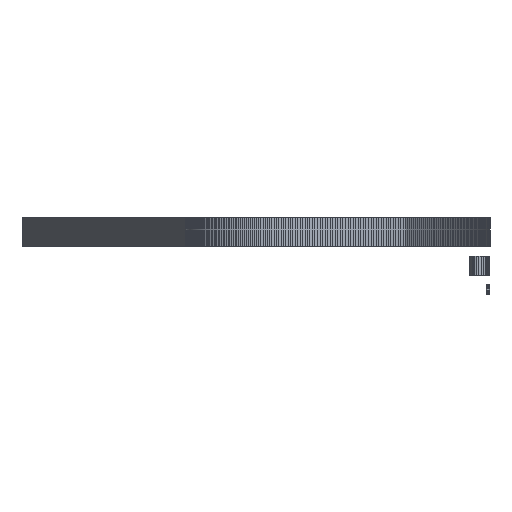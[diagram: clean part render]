
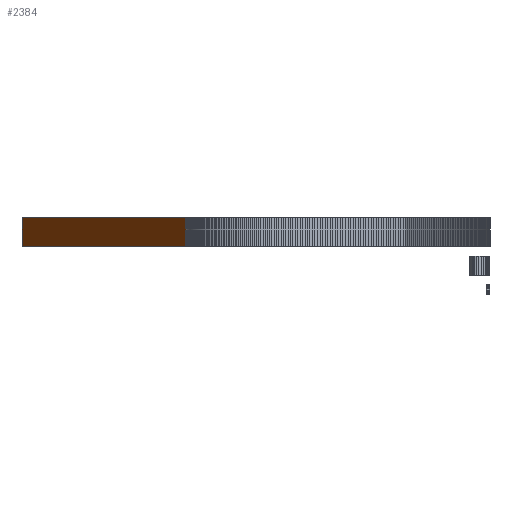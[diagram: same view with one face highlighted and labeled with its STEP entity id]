
A CAD part, left-side view. The second image highlights one B-rep face of the part: STEP entity #2384.
In plain terms, the highlighted face is planar.
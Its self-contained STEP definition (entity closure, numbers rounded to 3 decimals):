
#2268 = EDGE_CURVE('',#2269,#2271,#2273,.T.);
#2269 = VERTEX_POINT('',#2270);
#2270 = CARTESIAN_POINT('',(100.,0.,50.));
#2271 = VERTEX_POINT('',#2272);
#2272 = CARTESIAN_POINT('',(100.,0.,80.));
#2273 = SURFACE_CURVE('',#2274,(#2278,#2290),.PCURVE_S1.);
#2274 = LINE('',#2275,#2276);
#2275 = CARTESIAN_POINT('',(100.,0.,50.));
#2276 = VECTOR('',#2277,1.);
#2277 = DIRECTION('',(0.,0.,1.));
#2278 = PCURVE('',#2279,#2284);
#2279 = PLANE('',#2280);
#2280 = AXIS2_PLACEMENT_3D('',#2281,#2282,#2283);
#2281 = CARTESIAN_POINT('',(100.,0.,50.));
#2282 = DIRECTION('',(-0.452,0.892,0.));
#2283 = DIRECTION('',(0.892,0.452,0.));
#2284 = DEFINITIONAL_REPRESENTATION('',(#2285),#2289);
#2285 = LINE('',#2286,#2287);
#2286 = CARTESIAN_POINT('',(0.,0.));
#2287 = VECTOR('',#2288,1.);
#2288 = DIRECTION('',(0.,-1.));
#2289 = ( GEOMETRIC_REPRESENTATION_CONTEXT(2) 
PARAMETRIC_REPRESENTATION_CONTEXT() REPRESENTATION_CONTEXT('2D SPACE',''
  ) );
#2290 = PCURVE('',#2291,#2296);
#2291 = PLANE('',#2292);
#2292 = AXIS2_PLACEMENT_3D('',#2293,#2294,#2295);
#2293 = CARTESIAN_POINT('',(1089.96,488.73,50.));
#2294 = DIRECTION('',(0.443,-0.897,0.));
#2295 = DIRECTION('',(-0.897,-0.443,0.));
#2296 = DEFINITIONAL_REPRESENTATION('',(#2297),#2301);
#2297 = LINE('',#2298,#2299);
#2298 = CARTESIAN_POINT('',(1104.028,0.));
#2299 = VECTOR('',#2300,1.);
#2300 = DIRECTION('',(0.,-1.));
#2301 = ( GEOMETRIC_REPRESENTATION_CONTEXT(2) 
PARAMETRIC_REPRESENTATION_CONTEXT() REPRESENTATION_CONTEXT('2D SPACE',''
  ) );
#2319 = PLANE('',#2320);
#2320 = AXIS2_PLACEMENT_3D('',#2321,#2322,#2323);
#2321 = CARTESIAN_POINT('',(535.148,187.298,80.));
#2322 = DIRECTION('',(0.,0.,1.));
#2323 = DIRECTION('',(1.,0.,-0.));
#2373 = PLANE('',#2374);
#2374 = AXIS2_PLACEMENT_3D('',#2375,#2376,#2377);
#2375 = CARTESIAN_POINT('',(535.148,187.298,50.));
#2376 = DIRECTION('',(0.,0.,1.));
#2377 = DIRECTION('',(1.,0.,-0.));
#2384 = ADVANCED_FACE('',(#2385),#2291,.F.);
#2385 = FACE_BOUND('',#2386,.F.);
#2386 = EDGE_LOOP('',(#2387,#2417,#2438,#2439));
#2387 = ORIENTED_EDGE('',*,*,#2388,.T.);
#2388 = EDGE_CURVE('',#2389,#2391,#2393,.T.);
#2389 = VERTEX_POINT('',#2390);
#2390 = CARTESIAN_POINT('',(1089.96,488.73,50.));
#2391 = VERTEX_POINT('',#2392);
#2392 = CARTESIAN_POINT('',(1089.96,488.73,80.));
#2393 = SURFACE_CURVE('',#2394,(#2398,#2405),.PCURVE_S1.);
#2394 = LINE('',#2395,#2396);
#2395 = CARTESIAN_POINT('',(1089.96,488.73,50.));
#2396 = VECTOR('',#2397,1.);
#2397 = DIRECTION('',(0.,0.,1.));
#2398 = PCURVE('',#2291,#2399);
#2399 = DEFINITIONAL_REPRESENTATION('',(#2400),#2404);
#2400 = LINE('',#2401,#2402);
#2401 = CARTESIAN_POINT('',(0.,0.));
#2402 = VECTOR('',#2403,1.);
#2403 = DIRECTION('',(0.,-1.));
#2404 = ( GEOMETRIC_REPRESENTATION_CONTEXT(2) 
PARAMETRIC_REPRESENTATION_CONTEXT() REPRESENTATION_CONTEXT('2D SPACE',''
  ) );
#2405 = PCURVE('',#2406,#2411);
#2406 = PLANE('',#2407);
#2407 = AXIS2_PLACEMENT_3D('',#2408,#2409,#2410);
#2408 = CARTESIAN_POINT('',(1087.841,481.486,50.));
#2409 = DIRECTION('',(-0.96,0.281,0.));
#2410 = DIRECTION('',(0.281,0.96,0.));
#2411 = DEFINITIONAL_REPRESENTATION('',(#2412),#2416);
#2412 = LINE('',#2413,#2414);
#2413 = CARTESIAN_POINT('',(7.548,0.));
#2414 = VECTOR('',#2415,1.);
#2415 = DIRECTION('',(0.,-1.));
#2416 = ( GEOMETRIC_REPRESENTATION_CONTEXT(2) 
PARAMETRIC_REPRESENTATION_CONTEXT() REPRESENTATION_CONTEXT('2D SPACE',''
  ) );
#2417 = ORIENTED_EDGE('',*,*,#2418,.T.);
#2418 = EDGE_CURVE('',#2391,#2271,#2419,.T.);
#2419 = SURFACE_CURVE('',#2420,(#2424,#2431),.PCURVE_S1.);
#2420 = LINE('',#2421,#2422);
#2421 = CARTESIAN_POINT('',(1089.96,488.73,80.));
#2422 = VECTOR('',#2423,1.);
#2423 = DIRECTION('',(-0.897,-0.443,0.));
#2424 = PCURVE('',#2291,#2425);
#2425 = DEFINITIONAL_REPRESENTATION('',(#2426),#2430);
#2426 = LINE('',#2427,#2428);
#2427 = CARTESIAN_POINT('',(0.,-30.));
#2428 = VECTOR('',#2429,1.);
#2429 = DIRECTION('',(1.,0.));
#2430 = ( GEOMETRIC_REPRESENTATION_CONTEXT(2) 
PARAMETRIC_REPRESENTATION_CONTEXT() REPRESENTATION_CONTEXT('2D SPACE',''
  ) );
#2431 = PCURVE('',#2319,#2432);
#2432 = DEFINITIONAL_REPRESENTATION('',(#2433),#2437);
#2433 = LINE('',#2434,#2435);
#2434 = CARTESIAN_POINT('',(554.813,301.432));
#2435 = VECTOR('',#2436,1.);
#2436 = DIRECTION('',(-0.897,-0.443));
#2437 = ( GEOMETRIC_REPRESENTATION_CONTEXT(2) 
PARAMETRIC_REPRESENTATION_CONTEXT() REPRESENTATION_CONTEXT('2D SPACE',''
  ) );
#2438 = ORIENTED_EDGE('',*,*,#2268,.F.);
#2439 = ORIENTED_EDGE('',*,*,#2440,.F.);
#2440 = EDGE_CURVE('',#2389,#2269,#2441,.T.);
#2441 = SURFACE_CURVE('',#2442,(#2446,#2453),.PCURVE_S1.);
#2442 = LINE('',#2443,#2444);
#2443 = CARTESIAN_POINT('',(1089.96,488.73,50.));
#2444 = VECTOR('',#2445,1.);
#2445 = DIRECTION('',(-0.897,-0.443,0.));
#2446 = PCURVE('',#2291,#2447);
#2447 = DEFINITIONAL_REPRESENTATION('',(#2448),#2452);
#2448 = LINE('',#2449,#2450);
#2449 = CARTESIAN_POINT('',(0.,0.));
#2450 = VECTOR('',#2451,1.);
#2451 = DIRECTION('',(1.,0.));
#2452 = ( GEOMETRIC_REPRESENTATION_CONTEXT(2) 
PARAMETRIC_REPRESENTATION_CONTEXT() REPRESENTATION_CONTEXT('2D SPACE',''
  ) );
#2453 = PCURVE('',#2373,#2454);
#2454 = DEFINITIONAL_REPRESENTATION('',(#2455),#2459);
#2455 = LINE('',#2456,#2457);
#2456 = CARTESIAN_POINT('',(554.813,301.432));
#2457 = VECTOR('',#2458,1.);
#2458 = DIRECTION('',(-0.897,-0.443));
#2459 = ( GEOMETRIC_REPRESENTATION_CONTEXT(2) 
PARAMETRIC_REPRESENTATION_CONTEXT() REPRESENTATION_CONTEXT('2D SPACE',''
  ) );
